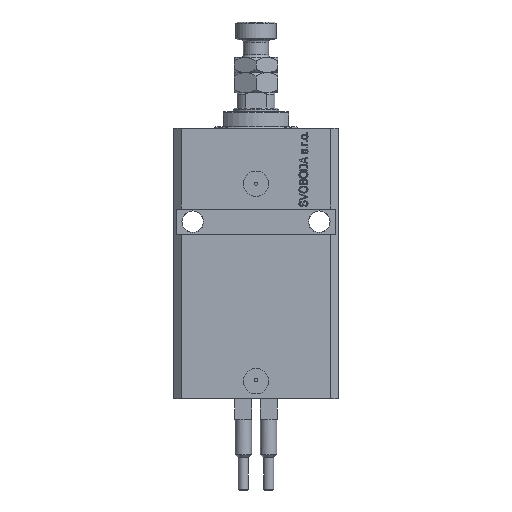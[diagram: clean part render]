
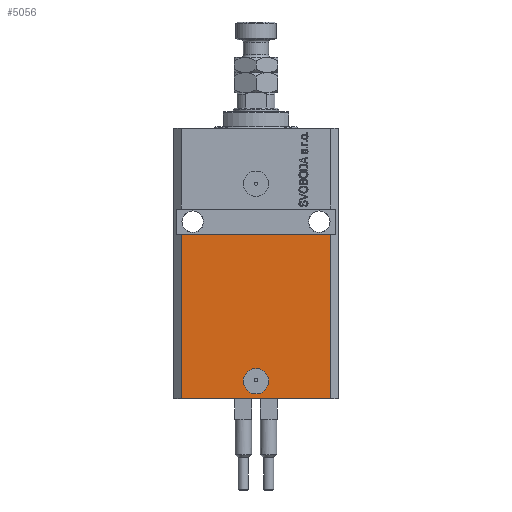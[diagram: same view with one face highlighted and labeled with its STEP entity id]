
A CAD part, front view. The second image highlights one B-rep face of the part: STEP entity #5056.
In plain terms, the highlighted planar face has unit normal (0, -1, 0).
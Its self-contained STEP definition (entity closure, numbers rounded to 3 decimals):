
#946 = CARTESIAN_POINT ( 'NONE',  ( -5., -22.5, -100. ) ) ;
#2642 = PLANE ( 'NONE',  #17474 ) ;
#2699 = CARTESIAN_POINT ( 'NONE',  ( -29.5, -22.5, -107. ) ) ;
#4407 = VERTEX_POINT ( 'NONE', #48097 ) ;
#5038 = CARTESIAN_POINT ( 'NONE',  ( 29.5, -22.5, -42. ) ) ;
#5056 = ADVANCED_FACE ( 'NONE', ( #21977, #18205 ), #2642, .T. ) ;
#5691 = CIRCLE ( 'NONE', #31358, 5. ) ;
#6271 = CARTESIAN_POINT ( 'NONE',  ( 0., -22.5, -100. ) ) ;
#6555 = VECTOR ( 'NONE', #36689, 1000. ) ;
#7200 = LINE ( 'NONE', #2699, #48225 ) ;
#7474 = VERTEX_POINT ( 'NONE', #25693 ) ;
#7732 = DIRECTION ( 'NONE',  ( 1., 0., 0. ) ) ;
#9200 = VERTEX_POINT ( 'NONE', #15643 ) ;
#9994 = EDGE_CURVE ( 'NONE', #15988, #10701, #19303, .T. ) ;
#10049 = VERTEX_POINT ( 'NONE', #946 ) ;
#10075 = LINE ( 'NONE', #43982, #6555 ) ;
#10327 = VECTOR ( 'NONE', #34581, 1000. ) ;
#10463 = ORIENTED_EDGE ( 'NONE', *, *, #15143, .F. ) ;
#10701 = VERTEX_POINT ( 'NONE', #5038 ) ;
#15143 = EDGE_CURVE ( 'NONE', #7474, #10049, #5691, .T. ) ;
#15643 = CARTESIAN_POINT ( 'NONE',  ( -29.5, -22.5, -107. ) ) ;
#15660 = EDGE_LOOP ( 'NONE', ( #35089, #38752, #35550, #17268 ) ) ;
#15988 = VERTEX_POINT ( 'NONE', #27262 ) ;
#16674 = LINE ( 'NONE', #22780, #10327 ) ;
#16916 = EDGE_CURVE ( 'NONE', #9200, #4407, #7200, .T. ) ;
#17268 = ORIENTED_EDGE ( 'NONE', *, *, #36177, .T. ) ;
#17474 = AXIS2_PLACEMENT_3D ( 'NONE', #25970, #22208, #21731 ) ;
#18205 = FACE_OUTER_BOUND ( 'NONE', #15660, .T. ) ;
#18515 = DIRECTION ( 'NONE',  ( 1., 0., 0. ) ) ;
#19303 = LINE ( 'NONE', #37873, #28753 ) ;
#21603 = DIRECTION ( 'NONE',  ( 0., -1., 0. ) ) ;
#21731 = DIRECTION ( 'NONE',  ( 1., 0., 0. ) ) ;
#21855 = DIRECTION ( 'NONE',  ( 1., 0., 0. ) ) ;
#21977 = FACE_BOUND ( 'NONE', #39312, .T. ) ;
#22208 = DIRECTION ( 'NONE',  ( 0., -1., 0. ) ) ;
#22780 = CARTESIAN_POINT ( 'NONE',  ( -29.5, -22.5, -107. ) ) ;
#24957 = DIRECTION ( 'NONE',  ( 1., 0., 0. ) ) ;
#25693 = CARTESIAN_POINT ( 'NONE',  ( 5., -22.5, -100. ) ) ;
#25970 = CARTESIAN_POINT ( 'NONE',  ( -29.5, -22.5, -107. ) ) ;
#27262 = CARTESIAN_POINT ( 'NONE',  ( -29.5, -22.5, -42. ) ) ;
#28070 = EDGE_CURVE ( 'NONE', #10049, #7474, #34339, .T. ) ;
#28753 = VECTOR ( 'NONE', #7732, 1000. ) ;
#29226 = EDGE_CURVE ( 'NONE', #9200, #15988, #16674, .T. ) ;
#31358 = AXIS2_PLACEMENT_3D ( 'NONE', #40037, #36275, #24957 ) ;
#31936 = AXIS2_PLACEMENT_3D ( 'NONE', #6271, #21603, #21855 ) ;
#34228 = ORIENTED_EDGE ( 'NONE', *, *, #28070, .F. ) ;
#34339 = CIRCLE ( 'NONE', #31936, 5. ) ;
#34581 = DIRECTION ( 'NONE',  ( 0., 0., 1. ) ) ;
#35089 = ORIENTED_EDGE ( 'NONE', *, *, #9994, .F. ) ;
#35550 = ORIENTED_EDGE ( 'NONE', *, *, #16916, .T. ) ;
#36177 = EDGE_CURVE ( 'NONE', #4407, #10701, #10075, .T. ) ;
#36275 = DIRECTION ( 'NONE',  ( 0., -1., 0. ) ) ;
#36689 = DIRECTION ( 'NONE',  ( 0., 0., 1. ) ) ;
#37873 = CARTESIAN_POINT ( 'NONE',  ( -32.5, -22.5, -42. ) ) ;
#38752 = ORIENTED_EDGE ( 'NONE', *, *, #29226, .F. ) ;
#39312 = EDGE_LOOP ( 'NONE', ( #10463, #34228 ) ) ;
#40037 = CARTESIAN_POINT ( 'NONE',  ( 0., -22.5, -100. ) ) ;
#43982 = CARTESIAN_POINT ( 'NONE',  ( 29.5, -22.5, -107. ) ) ;
#48097 = CARTESIAN_POINT ( 'NONE',  ( 29.5, -22.5, -107. ) ) ;
#48225 = VECTOR ( 'NONE', #18515, 1000. ) ;
